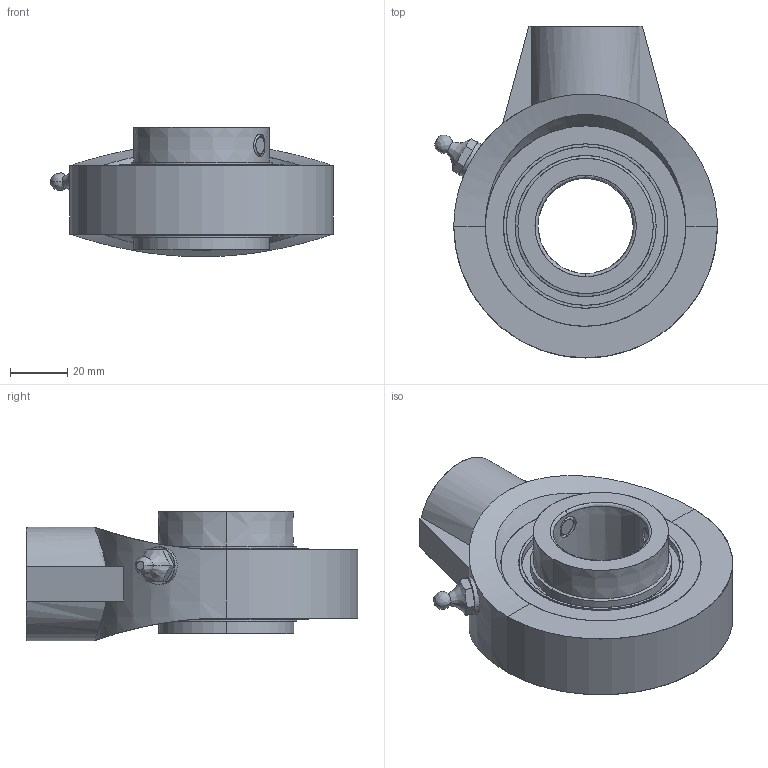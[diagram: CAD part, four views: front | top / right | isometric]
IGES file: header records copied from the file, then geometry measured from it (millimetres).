
Start section: SolidWorks IGES file using analytic representation for surfaces
Global section: file name: SEDEFAU081274625646.igs; native system: SolidWorks 2017; preprocessor: SolidWorks 2017; author: partstream; date: 170812.074629; units: millimetre
Bounding box: 98.77 x 115.89 x 45.24 mm (x, y, z)
Surface area: 45395.4 mm2 (no closed solid volume)
Topology: 0 solids, 0 shells, 97 faces, 2610 edges, 2637 vertices
Faces by surface type: revolution 54, bspline 43
